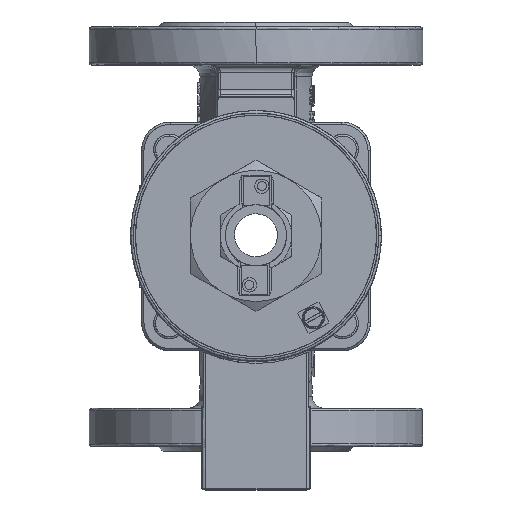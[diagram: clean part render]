
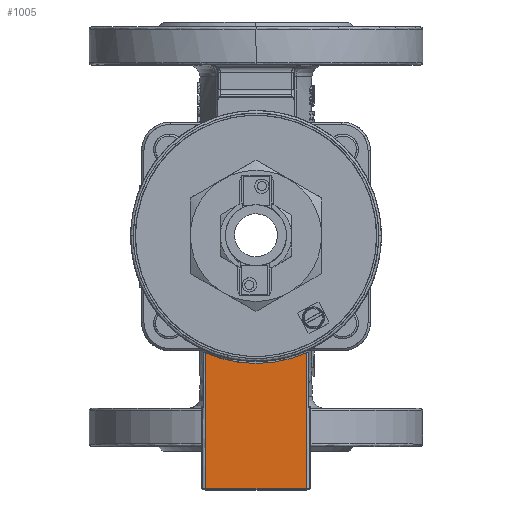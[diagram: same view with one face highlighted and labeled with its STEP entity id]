
A CAD part, top view. The second image highlights one B-rep face of the part: STEP entity #1005.
In plain terms, the highlighted free-form (B-spline) face has degree [1, 1] with [2, 2] control points.
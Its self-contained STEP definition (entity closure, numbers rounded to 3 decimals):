
#198 = CARTESIAN_POINT ('', (21., -106., 197.44));
#199 = VERTEX_POINT ('', #198);
#264 = CARTESIAN_POINT ('', (-21., -106., 197.44));
#265 = VERTEX_POINT ('', #264);
#273 = CARTESIAN_POINT ('', (21., -106., 197.44));
#274 = CARTESIAN_POINT ('', (-21., -106., 197.44));
#275 = B_SPLINE_CURVE_WITH_KNOTS ('', 1, (#273, #274), .UNSPECIFIED., .F., .U., (2, 2), (0., 1.), .UNSPECIFIED.);
#276 = EDGE_CURVE ('', #199, #265, #275, .T.);
#794 = CARTESIAN_POINT ('', (21., -49.206, 197.44));
#795 = VERTEX_POINT ('', #794);
#873 = CARTESIAN_POINT ('', (-21., -49.206, 197.44));
#874 = VERTEX_POINT ('', #873);
#884 = CARTESIAN_POINT ('', (21., -49.206, 197.44));
#885 = CARTESIAN_POINT ('', (0., -58.168, 197.44));
#886 = CARTESIAN_POINT ('', (-21., -49.206, 197.44));
#887 = (
   BOUNDED_CURVE ()
   B_SPLINE_CURVE (2, (#884, #885, #886), .UNSPECIFIED., .F., .U.)
   B_SPLINE_CURVE_WITH_KNOTS ((3, 3), (156.888, 203.112), .UNSPECIFIED.)
   CURVE ()
   GEOMETRIC_REPRESENTATION_ITEM ()
   RATIONAL_B_SPLINE_CURVE ((1., 0.92, 1.))
   REPRESENTATION_ITEM ('')
);
#888 = EDGE_CURVE ('', #795, #874, #887, .T.);
#974 = CARTESIAN_POINT ('', (21., -106., 197.44));
#975 = CARTESIAN_POINT ('', (21., -49.206, 197.44));
#976 = B_SPLINE_CURVE_WITH_KNOTS ('', 1, (#974, #975), .UNSPECIFIED., .F., .U., (2, 2), (0., 1.), .UNSPECIFIED.);
#977 = EDGE_CURVE ('', #199, #795, #976, .T.);
#990 = ORIENTED_EDGE ('', *, *, #888, .T.);
#991 = CARTESIAN_POINT ('', (-21., -106., 197.44));
#992 = CARTESIAN_POINT ('', (-21., -49.206, 197.44));
#993 = B_SPLINE_CURVE_WITH_KNOTS ('', 1, (#991, #992), .UNSPECIFIED., .F., .U., (2, 2), (0., 1.), .UNSPECIFIED.);
#994 = EDGE_CURVE ('', #265, #874, #993, .T.);
#995 = ORIENTED_EDGE ('', *, *, #994, .F.);
#996 = ORIENTED_EDGE ('', *, *, #276, .F.);
#997 = ORIENTED_EDGE ('', *, *, #977, .T.);
#998 = EDGE_LOOP ('', (#990, #995, #996, #997));
#999 = FACE_OUTER_BOUND ('', #998, .T.);
#1000 = CARTESIAN_POINT ('', (-21., -49.206, 197.44));
#1001 = CARTESIAN_POINT ('', (21., -49.206, 197.44));
#1002 = CARTESIAN_POINT ('', (-21., -106., 197.44));
#1003 = CARTESIAN_POINT ('', (21., -106., 197.44));
#1004 = B_SPLINE_SURFACE_WITH_KNOTS ('', 1, 1, ((#1000, #1001), (#1002, #1003)), .UNSPECIFIED., .F., .F., .U., (2, 2), (2, 2), (11.706, 68.5), (1., 43.), .UNSPECIFIED.);
#1005 = ADVANCED_FACE ('', (#999), #1004, .T.);
